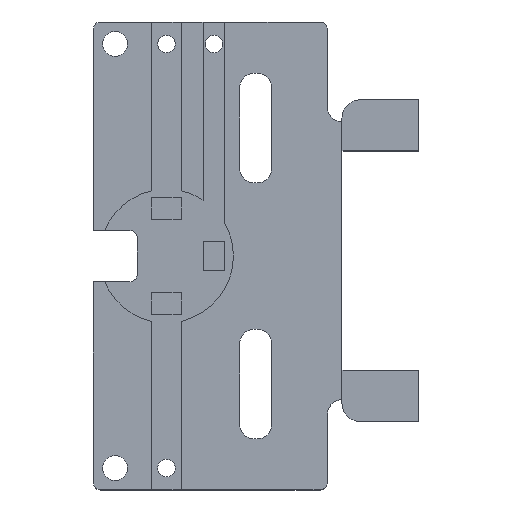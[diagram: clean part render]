
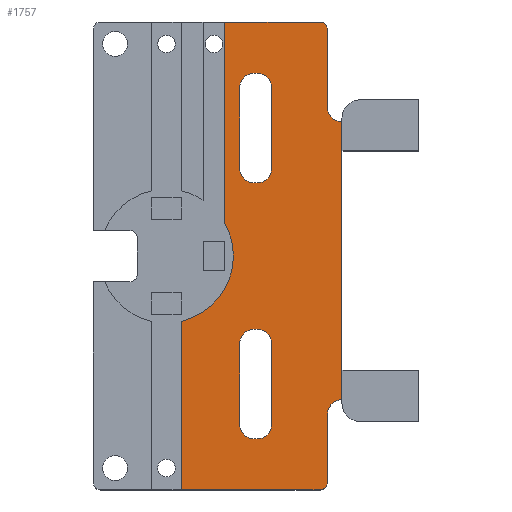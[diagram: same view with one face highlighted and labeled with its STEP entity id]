
A CAD part, top view. The second image highlights one B-rep face of the part: STEP entity #1757.
In plain terms, the highlighted planar face has unit normal (0, 0, 1).
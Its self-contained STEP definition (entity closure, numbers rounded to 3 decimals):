
#24=FACE_BOUND('',#218,.T.);
#25=FACE_BOUND('',#219,.T.);
#49=PLANE('',#1896);
#116=FACE_OUTER_BOUND('',#217,.T.);
#217=EDGE_LOOP('',(#1329,#1330,#1331,#1332,#1333,#1334,#1335,#1336,#1337,
#1338,#1339,#1340,#1341,#1342));
#218=EDGE_LOOP('',(#1343,#1344,#1345,#1346,#1347,#1348,#1349,#1350));
#219=EDGE_LOOP('',(#1351,#1352,#1353,#1354,#1355,#1356,#1357,#1358));
#306=LINE('',#2521,#503);
#338=LINE('',#2631,#535);
#370=LINE('',#2713,#567);
#371=LINE('',#2717,#568);
#372=LINE('',#2719,#569);
#373=LINE('',#2723,#570);
#374=LINE('',#2725,#571);
#375=LINE('',#2729,#572);
#376=LINE('',#2731,#573);
#377=LINE('',#2736,#574);
#378=LINE('',#2740,#575);
#379=LINE('',#2744,#576);
#380=LINE('',#2747,#577);
#381=LINE('',#2752,#578);
#382=LINE('',#2756,#579);
#383=LINE('',#2760,#580);
#384=LINE('',#2763,#581);
#503=VECTOR('',#2012,10.);
#535=VECTOR('',#2096,10.);
#567=VECTOR('',#2176,10.);
#568=VECTOR('',#2179,10.);
#569=VECTOR('',#2180,10.);
#570=VECTOR('',#2183,10.);
#571=VECTOR('',#2184,10.);
#572=VECTOR('',#2187,10.);
#573=VECTOR('',#2190,10.);
#574=VECTOR('',#2193,10.);
#575=VECTOR('',#2196,10.);
#576=VECTOR('',#2199,10.);
#577=VECTOR('',#2202,10.);
#578=VECTOR('',#2205,10.);
#579=VECTOR('',#2208,10.);
#580=VECTOR('',#2211,10.);
#581=VECTOR('',#2214,10.);
#729=CIRCLE('',#1897,2.);
#730=CIRCLE('',#1898,1.);
#731=CIRCLE('',#1899,9.15);
#732=CIRCLE('',#1900,1.);
#733=CIRCLE('',#1901,2.);
#734=CIRCLE('',#1902,2.);
#735=CIRCLE('',#1903,2.);
#736=CIRCLE('',#1904,2.);
#737=CIRCLE('',#1905,2.);
#738=CIRCLE('',#1906,2.);
#739=CIRCLE('',#1907,2.);
#740=CIRCLE('',#1908,2.);
#741=CIRCLE('',#1909,2.);
#763=VERTEX_POINT('',#2518);
#764=VERTEX_POINT('',#2520);
#815=VERTEX_POINT('',#2628);
#816=VERTEX_POINT('',#2630);
#841=VERTEX_POINT('',#2710);
#842=VERTEX_POINT('',#2712);
#843=VERTEX_POINT('',#2714);
#844=VERTEX_POINT('',#2716);
#845=VERTEX_POINT('',#2718);
#846=VERTEX_POINT('',#2720);
#847=VERTEX_POINT('',#2722);
#848=VERTEX_POINT('',#2724);
#849=VERTEX_POINT('',#2726);
#850=VERTEX_POINT('',#2728);
#851=VERTEX_POINT('',#2732);
#852=VERTEX_POINT('',#2733);
#853=VERTEX_POINT('',#2735);
#854=VERTEX_POINT('',#2737);
#855=VERTEX_POINT('',#2739);
#856=VERTEX_POINT('',#2741);
#857=VERTEX_POINT('',#2743);
#858=VERTEX_POINT('',#2745);
#859=VERTEX_POINT('',#2748);
#860=VERTEX_POINT('',#2749);
#861=VERTEX_POINT('',#2751);
#862=VERTEX_POINT('',#2753);
#863=VERTEX_POINT('',#2755);
#864=VERTEX_POINT('',#2757);
#865=VERTEX_POINT('',#2759);
#866=VERTEX_POINT('',#2761);
#936=EDGE_CURVE('',#764,#763,#306,.T.);
#991=EDGE_CURVE('',#816,#815,#338,.T.);
#1031=EDGE_CURVE('',#763,#841,#729,.T.);
#1032=EDGE_CURVE('',#841,#842,#370,.T.);
#1033=EDGE_CURVE('',#842,#843,#730,.T.);
#1034=EDGE_CURVE('',#843,#844,#371,.T.);
#1035=EDGE_CURVE('',#844,#845,#372,.T.);
#1036=EDGE_CURVE('',#845,#846,#731,.T.);
#1037=EDGE_CURVE('',#846,#847,#373,.T.);
#1038=EDGE_CURVE('',#847,#848,#374,.T.);
#1039=EDGE_CURVE('',#848,#849,#732,.T.);
#1040=EDGE_CURVE('',#849,#850,#375,.T.);
#1041=EDGE_CURVE('',#850,#816,#733,.T.);
#1042=EDGE_CURVE('',#815,#764,#376,.T.);
#1043=EDGE_CURVE('',#851,#852,#734,.T.);
#1044=EDGE_CURVE('',#852,#853,#377,.T.);
#1045=EDGE_CURVE('',#853,#854,#735,.T.);
#1046=EDGE_CURVE('',#854,#855,#378,.T.);
#1047=EDGE_CURVE('',#855,#856,#736,.T.);
#1048=EDGE_CURVE('',#856,#857,#379,.T.);
#1049=EDGE_CURVE('',#857,#858,#737,.T.);
#1050=EDGE_CURVE('',#858,#851,#380,.T.);
#1051=EDGE_CURVE('',#859,#860,#738,.T.);
#1052=EDGE_CURVE('',#860,#861,#381,.T.);
#1053=EDGE_CURVE('',#861,#862,#739,.T.);
#1054=EDGE_CURVE('',#862,#863,#382,.T.);
#1055=EDGE_CURVE('',#863,#864,#740,.T.);
#1056=EDGE_CURVE('',#864,#865,#383,.T.);
#1057=EDGE_CURVE('',#865,#866,#741,.T.);
#1058=EDGE_CURVE('',#866,#859,#384,.T.);
#1329=ORIENTED_EDGE('',*,*,#936,.T.);
#1330=ORIENTED_EDGE('',*,*,#1031,.T.);
#1331=ORIENTED_EDGE('',*,*,#1032,.T.);
#1332=ORIENTED_EDGE('',*,*,#1033,.T.);
#1333=ORIENTED_EDGE('',*,*,#1034,.T.);
#1334=ORIENTED_EDGE('',*,*,#1035,.T.);
#1335=ORIENTED_EDGE('',*,*,#1036,.T.);
#1336=ORIENTED_EDGE('',*,*,#1037,.T.);
#1337=ORIENTED_EDGE('',*,*,#1038,.T.);
#1338=ORIENTED_EDGE('',*,*,#1039,.T.);
#1339=ORIENTED_EDGE('',*,*,#1040,.T.);
#1340=ORIENTED_EDGE('',*,*,#1041,.T.);
#1341=ORIENTED_EDGE('',*,*,#991,.T.);
#1342=ORIENTED_EDGE('',*,*,#1042,.T.);
#1343=ORIENTED_EDGE('',*,*,#1043,.T.);
#1344=ORIENTED_EDGE('',*,*,#1044,.T.);
#1345=ORIENTED_EDGE('',*,*,#1045,.T.);
#1346=ORIENTED_EDGE('',*,*,#1046,.T.);
#1347=ORIENTED_EDGE('',*,*,#1047,.T.);
#1348=ORIENTED_EDGE('',*,*,#1048,.T.);
#1349=ORIENTED_EDGE('',*,*,#1049,.T.);
#1350=ORIENTED_EDGE('',*,*,#1050,.T.);
#1351=ORIENTED_EDGE('',*,*,#1051,.T.);
#1352=ORIENTED_EDGE('',*,*,#1052,.T.);
#1353=ORIENTED_EDGE('',*,*,#1053,.T.);
#1354=ORIENTED_EDGE('',*,*,#1054,.T.);
#1355=ORIENTED_EDGE('',*,*,#1055,.T.);
#1356=ORIENTED_EDGE('',*,*,#1056,.T.);
#1357=ORIENTED_EDGE('',*,*,#1057,.T.);
#1358=ORIENTED_EDGE('',*,*,#1058,.T.);
#1757=ADVANCED_FACE('',(#116,#24,#25),#49,.T.);
#1896=AXIS2_PLACEMENT_3D('',#2709,#2172,#2173);
#1897=AXIS2_PLACEMENT_3D('',#2711,#2174,#2175);
#1898=AXIS2_PLACEMENT_3D('',#2715,#2177,#2178);
#1899=AXIS2_PLACEMENT_3D('',#2721,#2181,#2182);
#1900=AXIS2_PLACEMENT_3D('',#2727,#2185,#2186);
#1901=AXIS2_PLACEMENT_3D('',#2730,#2188,#2189);
#1902=AXIS2_PLACEMENT_3D('',#2734,#2191,#2192);
#1903=AXIS2_PLACEMENT_3D('',#2738,#2194,#2195);
#1904=AXIS2_PLACEMENT_3D('',#2742,#2197,#2198);
#1905=AXIS2_PLACEMENT_3D('',#2746,#2200,#2201);
#1906=AXIS2_PLACEMENT_3D('',#2750,#2203,#2204);
#1907=AXIS2_PLACEMENT_3D('',#2754,#2206,#2207);
#1908=AXIS2_PLACEMENT_3D('',#2758,#2209,#2210);
#1909=AXIS2_PLACEMENT_3D('',#2762,#2212,#2213);
#2012=DIRECTION('',(0.,1.,0.));
#2096=DIRECTION('',(0.,1.,0.));
#2172=DIRECTION('center_axis',(0.,0.,1.));
#2173=DIRECTION('ref_axis',(1.,0.,0.));
#2174=DIRECTION('center_axis',(0.,0.,-1.));
#2175=DIRECTION('ref_axis',(-1.,0.,0.));
#2176=DIRECTION('',(0.,1.,0.));
#2177=DIRECTION('center_axis',(0.,0.,1.));
#2178=DIRECTION('ref_axis',(1.,0.,0.));
#2179=DIRECTION('',(-1.,0.,0.));
#2180=DIRECTION('',(0.,-1.,0.));
#2181=DIRECTION('center_axis',(0.,0.,-1.));
#2182=DIRECTION('ref_axis',(0.219,-0.976,0.));
#2183=DIRECTION('',(0.,-1.,0.));
#2184=DIRECTION('',(1.,0.,0.));
#2185=DIRECTION('center_axis',(0.,0.,1.));
#2186=DIRECTION('ref_axis',(0.,-1.,0.));
#2187=DIRECTION('',(0.,1.,0.));
#2188=DIRECTION('center_axis',(0.,0.,-1.));
#2189=DIRECTION('ref_axis',(0.,1.,0.));
#2190=DIRECTION('',(0.,1.,0.));
#2191=DIRECTION('center_axis',(0.,0.,-1.));
#2192=DIRECTION('ref_axis',(1.,0.,0.));
#2193=DIRECTION('',(-1.,0.,0.));
#2194=DIRECTION('center_axis',(0.,0.,-1.));
#2195=DIRECTION('ref_axis',(0.,-1.,0.));
#2196=DIRECTION('',(0.,1.,0.));
#2197=DIRECTION('center_axis',(0.,0.,-1.));
#2198=DIRECTION('ref_axis',(-1.,0.,0.));
#2199=DIRECTION('',(1.,0.,0.));
#2200=DIRECTION('center_axis',(0.,0.,-1.));
#2201=DIRECTION('ref_axis',(0.,1.,0.));
#2202=DIRECTION('',(0.,-1.,0.));
#2203=DIRECTION('center_axis',(0.,0.,-1.));
#2204=DIRECTION('ref_axis',(0.,1.,0.));
#2205=DIRECTION('',(0.,-1.,0.));
#2206=DIRECTION('center_axis',(0.,0.,-1.));
#2207=DIRECTION('ref_axis',(1.,0.,0.));
#2208=DIRECTION('',(-1.,0.,0.));
#2209=DIRECTION('center_axis',(0.,0.,-1.));
#2210=DIRECTION('ref_axis',(0.,-1.,0.));
#2211=DIRECTION('',(0.,1.,0.));
#2212=DIRECTION('center_axis',(0.,0.,-1.));
#2213=DIRECTION('ref_axis',(-1.,0.,0.));
#2214=DIRECTION('',(1.,0.,0.));
#2518=CARTESIAN_POINT('',(34.,50.338,0.5));
#2520=CARTESIAN_POINT('',(34.,46.338,0.5));
#2521=CARTESIAN_POINT('',(34.,41.163,0.5));
#2628=CARTESIAN_POINT('',(34.,16.338,0.5));
#2630=CARTESIAN_POINT('',(34.,12.338,0.5));
#2631=CARTESIAN_POINT('',(34.,24.163,0.5));
#2709=CARTESIAN_POINT('Origin',(22.244,31.988,0.5));
#2710=CARTESIAN_POINT('',(32.,52.338,0.5));
#2711=CARTESIAN_POINT('Origin',(34.,52.338,0.5));
#2712=CARTESIAN_POINT('',(32.,62.975,0.5));
#2713=CARTESIAN_POINT('',(32.,62.975,0.5));
#2714=CARTESIAN_POINT('',(31.,63.975,0.5));
#2715=CARTESIAN_POINT('Origin',(31.,62.975,0.5));
#2716=CARTESIAN_POINT('',(18.,63.975,0.5));
#2717=CARTESIAN_POINT('',(31.,63.975,0.5));
#2718=CARTESIAN_POINT('',(18.,36.416,0.5));
#2719=CARTESIAN_POINT('',(18.,36.416,0.5));
#2720=CARTESIAN_POINT('',(12.,23.046,0.5));
#2721=CARTESIAN_POINT('Origin',(10.,31.975,0.5));
#2722=CARTESIAN_POINT('',(12.,0.,0.5));
#2723=CARTESIAN_POINT('',(12.,23.046,0.5));
#2724=CARTESIAN_POINT('',(31.,0.,0.5));
#2725=CARTESIAN_POINT('',(12.,0.,0.5));
#2726=CARTESIAN_POINT('',(32.,1.,0.5));
#2727=CARTESIAN_POINT('Origin',(31.,1.,0.5));
#2728=CARTESIAN_POINT('',(32.,10.338,0.5));
#2729=CARTESIAN_POINT('',(32.,1.,0.5));
#2730=CARTESIAN_POINT('Origin',(34.,10.338,0.5));
#2731=CARTESIAN_POINT('',(34.,46.338,0.5));
#2732=CARTESIAN_POINT('',(24.4,8.975,0.5));
#2733=CARTESIAN_POINT('',(22.4,6.975,0.5));
#2734=CARTESIAN_POINT('Origin',(22.4,8.975,0.5));
#2735=CARTESIAN_POINT('',(22.,6.975,0.5));
#2736=CARTESIAN_POINT('',(22.4,6.975,0.5));
#2737=CARTESIAN_POINT('',(20.,8.975,0.5));
#2738=CARTESIAN_POINT('Origin',(22.,8.975,0.5));
#2739=CARTESIAN_POINT('',(20.,19.975,0.5));
#2740=CARTESIAN_POINT('',(20.,8.975,0.5));
#2741=CARTESIAN_POINT('',(22.,21.975,0.5));
#2742=CARTESIAN_POINT('Origin',(22.,19.975,0.5));
#2743=CARTESIAN_POINT('',(22.4,21.975,0.5));
#2744=CARTESIAN_POINT('',(22.,21.975,0.5));
#2745=CARTESIAN_POINT('',(24.4,19.975,0.5));
#2746=CARTESIAN_POINT('Origin',(22.4,19.975,0.5));
#2747=CARTESIAN_POINT('',(24.4,19.975,0.5));
#2748=CARTESIAN_POINT('',(22.4,56.975,0.5));
#2749=CARTESIAN_POINT('',(24.4,54.975,0.5));
#2750=CARTESIAN_POINT('Origin',(22.4,54.975,0.5));
#2751=CARTESIAN_POINT('',(24.4,43.975,0.5));
#2752=CARTESIAN_POINT('',(24.4,54.975,0.5));
#2753=CARTESIAN_POINT('',(22.4,41.975,0.5));
#2754=CARTESIAN_POINT('Origin',(22.4,43.975,0.5));
#2755=CARTESIAN_POINT('',(22.,41.975,0.5));
#2756=CARTESIAN_POINT('',(22.4,41.975,0.5));
#2757=CARTESIAN_POINT('',(20.,43.975,0.5));
#2758=CARTESIAN_POINT('Origin',(22.,43.975,0.5));
#2759=CARTESIAN_POINT('',(20.,54.975,0.5));
#2760=CARTESIAN_POINT('',(20.,43.975,0.5));
#2761=CARTESIAN_POINT('',(22.,56.975,0.5));
#2762=CARTESIAN_POINT('Origin',(22.,54.975,0.5));
#2763=CARTESIAN_POINT('',(22.,56.975,0.5));
